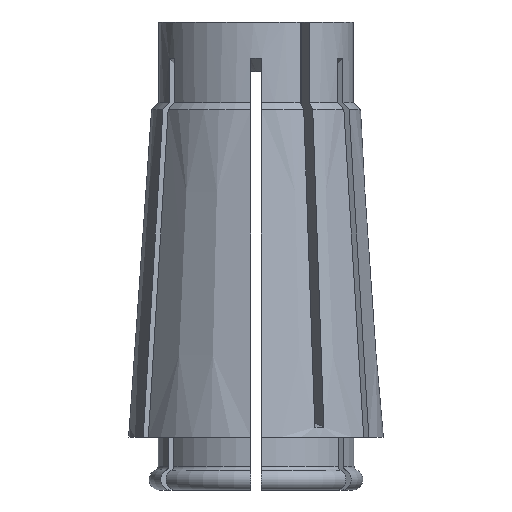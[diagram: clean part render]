
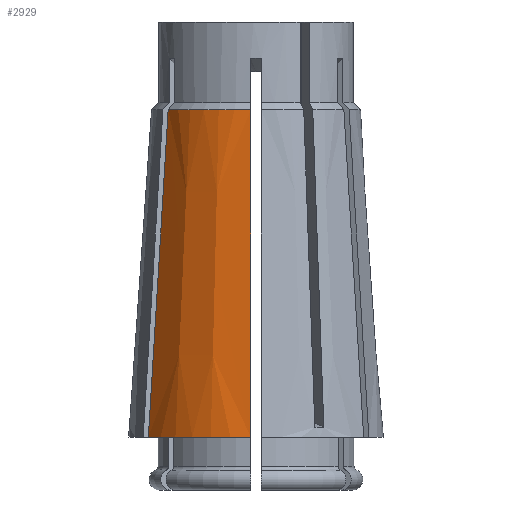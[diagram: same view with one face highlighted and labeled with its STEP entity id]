
A CAD part, front view. The second image highlights one B-rep face of the part: STEP entity #2929.
In plain terms, the highlighted conical face has half-angle 4 degrees and reference radius 12.28 mm.
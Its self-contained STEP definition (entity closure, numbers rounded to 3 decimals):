
#47 = CARTESIAN_POINT ( 'NONE',  ( -0.5, -10.063, -8.476 ) ) ;
#129 = B_SPLINE_CURVE_WITH_KNOTS ( 'NONE', 3,
 ( #3154, #1915, #1456, #699, #1423, #1467, #2665, #3210, #1219, #47 ),
 .UNSPECIFIED., .F., .F.,
 ( 4, 3, 3, 4 ),
 ( 0.018, 0.022, 0.045, 0.05 ),
 .UNSPECIFIED. ) ;
#367 = EDGE_LOOP ( 'NONE', ( #2602, #1256, #1712, #475 ) ) ;
#370 = CARTESIAN_POINT ( 'NONE',  ( -8.988, -5.766, -17.097 ) ) ;
#449 = VERTEX_POINT ( 'NONE', #1015 ) ;
#453 = AXIS2_PLACEMENT_3D ( 'NONE', #3176, #687, #1933 ) ;
#475 = ORIENTED_EDGE ( 'NONE', *, *, #2227, .F. ) ;
#602 = CARTESIAN_POINT ( 'NONE',  ( -8.814, -5.666, -14.224 ) ) ;
#687 = DIRECTION ( 'NONE',  ( 0., 0., 1. ) ) ;
#699 = CARTESIAN_POINT ( 'NONE',  ( -0.5, -11.982, -35.881 ) ) ;
#849 = DIRECTION ( 'NONE',  ( -1., 0., 0. ) ) ;
#1015 = CARTESIAN_POINT ( 'NONE',  ( -0.5, -10.063, -8.476 ) ) ;
#1082 = CARTESIAN_POINT ( 'NONE',  ( -8.465, -5.465, -8.476 ) ) ;
#1107 = CARTESIAN_POINT ( 'NONE',  ( -9.451, -6.034, -24.732 ) ) ;
#1156 = CARTESIAN_POINT ( 'NONE',  ( -0.5, -12.27, -40. ) ) ;
#1183 = EDGE_CURVE ( 'NONE', #2250, #2635, #2328, .T. ) ;
#1219 = CARTESIAN_POINT ( 'NONE',  ( -0.5, -10.181, -10.156 ) ) ;
#1256 = ORIENTED_EDGE ( 'NONE', *, *, #1183, .T. ) ;
#1334 = CARTESIAN_POINT ( 'NONE',  ( -9.913, -6.301, -32.366 ) ) ;
#1381 = CONICAL_SURFACE ( 'NONE', #2410, 12.28, 0.07 ) ;
#1387 = EDGE_CURVE ( 'NONE', #2250, #2226, #2194, .T. ) ;
#1423 = CARTESIAN_POINT ( 'NONE',  ( -0.5, -11.46, -28.425 ) ) ;
#1456 = CARTESIAN_POINT ( 'NONE',  ( -0.5, -12.078, -37.254 ) ) ;
#1467 = CARTESIAN_POINT ( 'NONE',  ( -0.5, -10.938, -20.97 ) ) ;
#1533 = CARTESIAN_POINT ( 'NONE',  ( 0., 0., -40. ) ) ;
#1547 = FACE_OUTER_BOUND ( 'NONE', #367, .T. ) ;
#1712 = ORIENTED_EDGE ( 'NONE', *, *, #2378, .T. ) ;
#1726 = DIRECTION ( 'NONE',  ( 1., 0., 0. ) ) ;
#1868 = DIRECTION ( 'NONE',  ( 0., 0., 1. ) ) ;
#1915 = CARTESIAN_POINT ( 'NONE',  ( -0.5, -12.174, -38.627 ) ) ;
#1931 = CARTESIAN_POINT ( 'NONE',  ( -8.465, -5.465, -8.476 ) ) ;
#1933 = DIRECTION ( 'NONE',  ( 1., 0., 0. ) ) ;
#2194 = B_SPLINE_CURVE_WITH_KNOTS ( 'NONE', 3,
 ( #3108, #1334, #1107, #370, #602, #2842, #1082 ),
 .UNSPECIFIED., .F., .F.,
 ( 4, 3, 4 ),
 ( 0., 0.023, 0.032 ),
 .UNSPECIFIED. ) ;
#2226 = VERTEX_POINT ( 'NONE', #1931 ) ;
#2227 = EDGE_CURVE ( 'NONE', #2226, #449, #2359, .T. ) ;
#2250 = VERTEX_POINT ( 'NONE', #2355 ) ;
#2328 = CIRCLE ( 'NONE', #453, 12.28 ) ;
#2355 = CARTESIAN_POINT ( 'NONE',  ( -10.376, -6.568, -40. ) ) ;
#2359 = CIRCLE ( 'NONE', #2859, 10.076 ) ;
#2378 = EDGE_CURVE ( 'NONE', #2635, #449, #129, .T. ) ;
#2410 = AXIS2_PLACEMENT_3D ( 'NONE', #1533, #2542, #849 ) ;
#2496 = CARTESIAN_POINT ( 'NONE',  ( 0., 0., -8.476 ) ) ;
#2542 = DIRECTION ( 'NONE',  ( 0., 0., -1. ) ) ;
#2602 = ORIENTED_EDGE ( 'NONE', *, *, #1387, .F. ) ;
#2635 = VERTEX_POINT ( 'NONE', #1156 ) ;
#2665 = CARTESIAN_POINT ( 'NONE',  ( -0.5, -10.416, -13.515 ) ) ;
#2842 = CARTESIAN_POINT ( 'NONE',  ( -8.639, -5.565, -11.35 ) ) ;
#2859 = AXIS2_PLACEMENT_3D ( 'NONE', #2496, #1868, #1726 ) ;
#2929 = ADVANCED_FACE ( 'NONE', ( #1547 ), #1381, .T. ) ;
#3108 = CARTESIAN_POINT ( 'NONE',  ( -10.376, -6.568, -40. ) ) ;
#3154 = CARTESIAN_POINT ( 'NONE',  ( -0.5, -12.27, -40. ) ) ;
#3176 = CARTESIAN_POINT ( 'NONE',  ( 0., 0., -40. ) ) ;
#3210 = CARTESIAN_POINT ( 'NONE',  ( -0.5, -10.299, -11.835 ) ) ;
